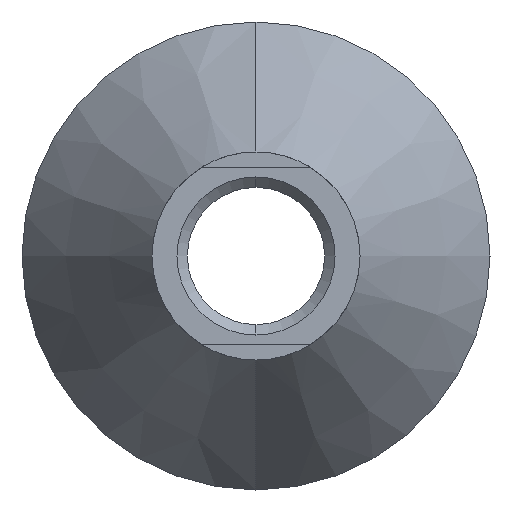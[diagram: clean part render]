
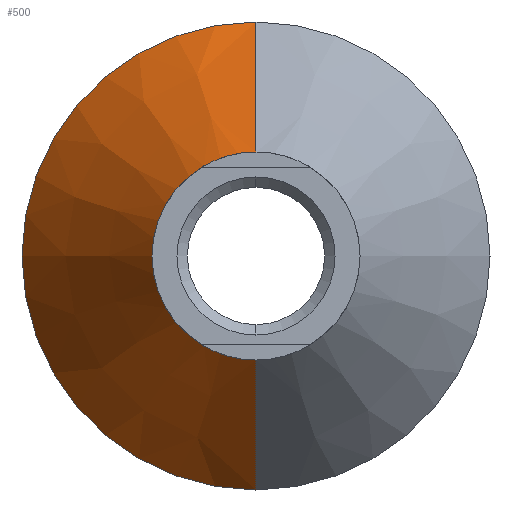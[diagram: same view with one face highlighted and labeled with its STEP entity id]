
A CAD part, left-side view. The second image highlights one B-rep face of the part: STEP entity #500.
In plain terms, the highlighted conical face has half-angle 33.317 degrees and reference radius 22.5 mm.
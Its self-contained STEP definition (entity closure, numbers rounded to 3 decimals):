
#3 = CARTESIAN_POINT ( 'NONE',  ( -64.774, 0., 0. ) ) ;
#10 = CARTESIAN_POINT ( 'NONE',  ( -45.757, 0., 22.5 ) ) ;
#11 = DIRECTION ( 'NONE',  ( -1., 0., 0. ) ) ;
#17 = ORIENTED_EDGE ( 'NONE', *, *, #94, .T. ) ;
#24 = VERTEX_POINT ( 'NONE', #356 ) ;
#28 = CIRCLE ( 'NONE', #85, 22.5 ) ;
#30 = LINE ( 'NONE', #191, #140 ) ;
#85 = AXIS2_PLACEMENT_3D ( 'NONE', #568, #622, #93 ) ;
#93 = DIRECTION ( 'NONE',  ( 0., 0., 1. ) ) ;
#94 = EDGE_CURVE ( 'NONE', #249, #229, #28, .T. ) ;
#137 = DIRECTION ( 'NONE',  ( 0., 0., -1. ) ) ;
#140 = VECTOR ( 'NONE', #192, 1000. ) ;
#191 = CARTESIAN_POINT ( 'NONE',  ( -45.757, 0., -22.5 ) ) ;
#192 = DIRECTION ( 'NONE',  ( 0.836, 0., -0.549 ) ) ;
#223 = EDGE_CURVE ( 'NONE', #24, #249, #419, .T. ) ;
#229 = VERTEX_POINT ( 'NONE', #583 ) ;
#249 = VERTEX_POINT ( 'NONE', #10 ) ;
#260 = VECTOR ( 'NONE', #367, 1000. ) ;
#264 = ORIENTED_EDGE ( 'NONE', *, *, #458, .F. ) ;
#291 = CONICAL_SURFACE ( 'NONE', #672, 22.5, 0.581 ) ;
#314 = EDGE_CURVE ( 'NONE', #24, #468, #623, .T. ) ;
#315 = EDGE_LOOP ( 'NONE', ( #559, #484, #17, #264 ) ) ;
#356 = CARTESIAN_POINT ( 'NONE',  ( -64.774, 0., 10. ) ) ;
#367 = DIRECTION ( 'NONE',  ( 0.836, 0., 0.549 ) ) ;
#393 = CARTESIAN_POINT ( 'NONE',  ( -45.757, 0., 0. ) ) ;
#396 = FACE_OUTER_BOUND ( 'NONE', #315, .T. ) ;
#419 = LINE ( 'NONE', #642, #260 ) ;
#458 = EDGE_CURVE ( 'NONE', #468, #229, #30, .T. ) ;
#468 = VERTEX_POINT ( 'NONE', #604 ) ;
#484 = ORIENTED_EDGE ( 'NONE', *, *, #223, .T. ) ;
#497 = DIRECTION ( 'NONE',  ( 1., 0., 0. ) ) ;
#500 = ADVANCED_FACE ( 'NONE', ( #396 ), #291, .T. ) ;
#559 = ORIENTED_EDGE ( 'NONE', *, *, #314, .F. ) ;
#563 = AXIS2_PLACEMENT_3D ( 'NONE', #3, #11, #584 ) ;
#568 = CARTESIAN_POINT ( 'NONE',  ( -45.757, 0., 0. ) ) ;
#583 = CARTESIAN_POINT ( 'NONE',  ( -45.757, 0., -22.5 ) ) ;
#584 = DIRECTION ( 'NONE',  ( 0., 0., 1. ) ) ;
#604 = CARTESIAN_POINT ( 'NONE',  ( -64.774, 0., -10. ) ) ;
#622 = DIRECTION ( 'NONE',  ( -1., 0., 0. ) ) ;
#623 = CIRCLE ( 'NONE', #563, 10. ) ;
#642 = CARTESIAN_POINT ( 'NONE',  ( -45.757, 0., 22.5 ) ) ;
#672 = AXIS2_PLACEMENT_3D ( 'NONE', #393, #497, #137 ) ;
